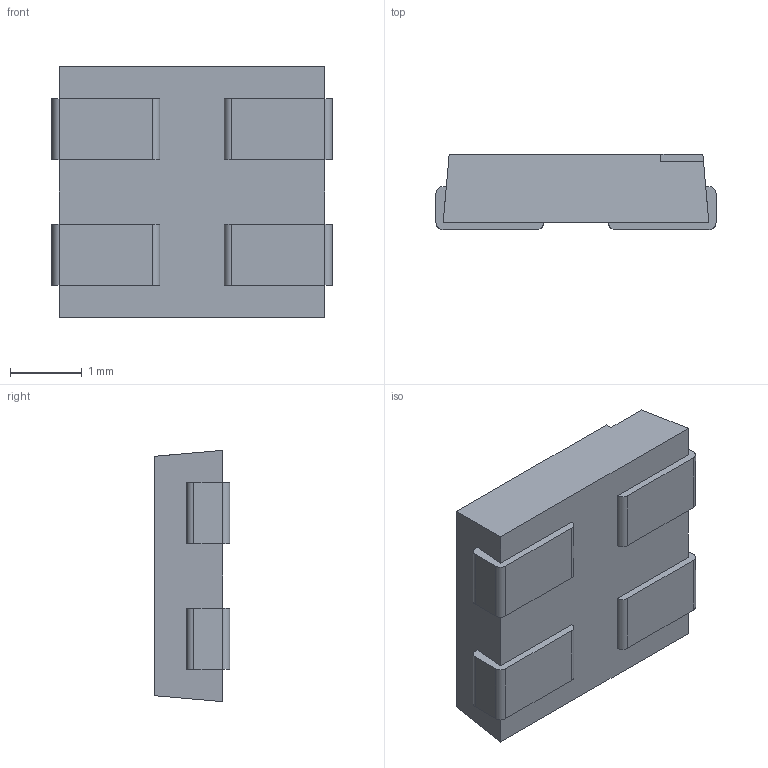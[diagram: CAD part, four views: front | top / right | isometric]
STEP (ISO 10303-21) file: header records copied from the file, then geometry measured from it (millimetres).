
FILE_DESCRIPTION (( 'STEP AP214' ), '1' );
FILE_NAME ('SK6812MINI.STEP', '2017-06-12T16:59:29', ( '' ), ( '' ), 'SwSTEP 2.0', 'SolidWorks 2014', '' );
FILE_SCHEMA (( 'AUTOMOTIVE_DESIGN' ));
Length unit declared in the file: millimetre
Products named in the file (1): SK6812MINI
Bounding box: 3.9 x 1.05 x 3.5 mm (x, y, z)
Volume: 11 mm3; surface area: 42.4 mm2
Topology: 1 solids, 1 shells, 43 faces, 120 edges, 80 vertices
Faces by surface type: plane 29, cylinder 12, cone 2
Entity records: 1493 total; most frequent: CARTESIAN_POINT 244, ORIENTED_EDGE 240, DIRECTION 236, EDGE_CURVE 120, VECTOR 92, LINE 92, VERTEX_POINT 80, AXIS2_PLACEMENT_3D 72
